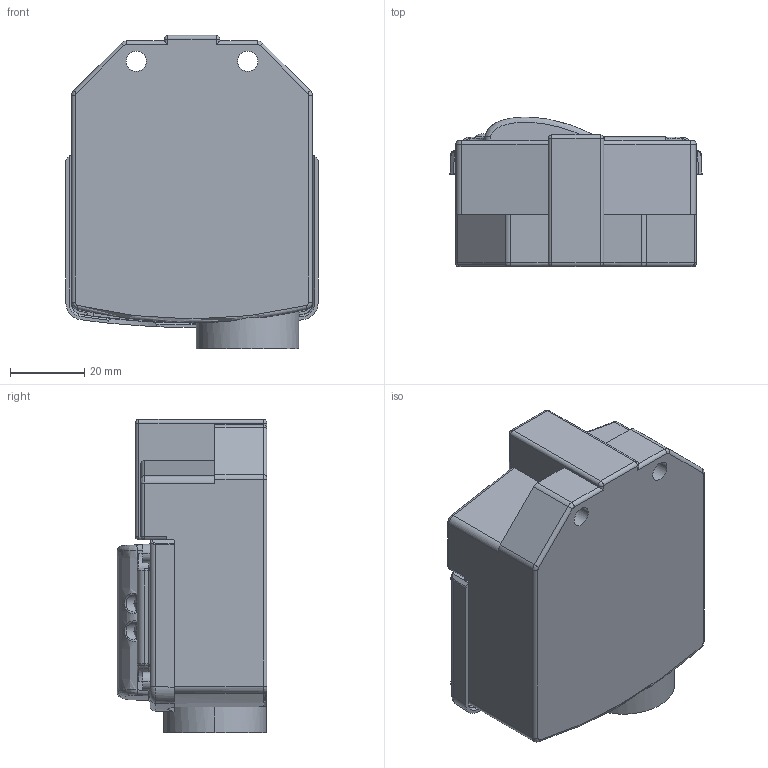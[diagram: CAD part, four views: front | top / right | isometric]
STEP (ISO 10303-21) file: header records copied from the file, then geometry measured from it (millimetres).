
FILE_DESCRIPTION((''),'2;1');
FILE_NAME('DM_CAD-0290C_F31K_SW0001','2021-02-26T10:40:45',('creinig-se'),(''),'CREO PARAMETRIC BY PTC INC, 2019292','CREO PARAMETRIC BY PTC INC, 2019292','');
FILE_SCHEMA(('CONFIG_CONTROL_DESIGN','SHAPE_APPEARANCE_LAYERS_GROUPS'));
Length unit declared in the file: millimetre
Products named in the file (1): DM_CAD-0290C_F31K_SW0001
Bounding box: 68 x 40.39 x 84.5 mm (x, y, z)
Volume: 158417.6 mm3; surface area: 23055.5 mm2
Topology: 1 solids, 1 shells, 324 faces, 938 edges, 727 vertices
Faces by surface type: cylinder 116, plane 108, bspline 40, torus 23, cone 20, sphere 12, extrusion 5
Entity records: 15997 total; most frequent: CARTESIAN_POINT 5449, ORIENTED_EDGE 1632, DIRECTION 1631, EDGE_CURVE 816, AXIS2_PLACEMENT_3D 586, VERTEX_POINT 499, VECTOR 459, LINE 454
